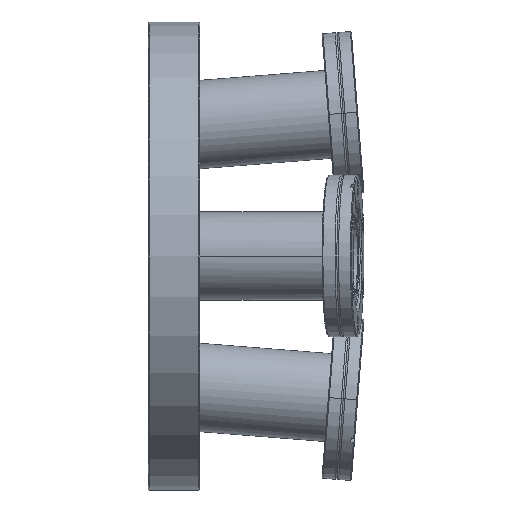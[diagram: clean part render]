
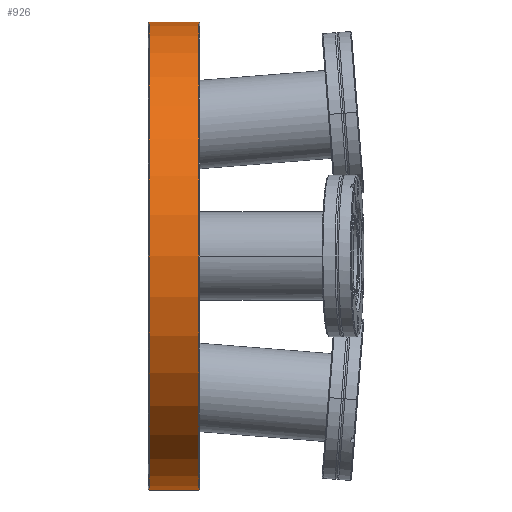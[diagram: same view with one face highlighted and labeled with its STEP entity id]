
A CAD part, left-side view. The second image highlights one B-rep face of the part: STEP entity #926.
In plain terms, the highlighted cylindrical face has radius 101.2 mm (diameter 202.4 mm), a partial arc.
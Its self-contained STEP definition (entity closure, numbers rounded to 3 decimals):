
#151 = VECTOR ( 'NONE', #5474, 1000. ) ;
#413 = VECTOR ( 'NONE', #5381, 1000. ) ;
#449 = CARTESIAN_POINT ( 'NONE',  ( 0., 0.4, 0. ) ) ;
#607 = CIRCLE ( 'NONE', #3867, 101.2 ) ;
#841 = CARTESIAN_POINT ( 'NONE',  ( 0., -15.022, -101.2 ) ) ;
#926 = ADVANCED_FACE ( 'NONE', ( #3915 ), #1941, .T. ) ;
#946 = DIRECTION ( 'NONE',  ( 0., 0., 1. ) ) ;
#982 = CARTESIAN_POINT ( 'NONE',  ( 0., 0.4, -101.2 ) ) ;
#1226 = DIRECTION ( 'NONE',  ( 0., -1., 0. ) ) ;
#1396 = VERTEX_POINT ( 'NONE', #982 ) ;
#1417 = AXIS2_PLACEMENT_3D ( 'NONE', #1512, #5050, #2000 ) ;
#1502 = VERTEX_POINT ( 'NONE', #3086 ) ;
#1512 = CARTESIAN_POINT ( 'NONE',  ( 0., 21.9, 0. ) ) ;
#1543 = ORIENTED_EDGE ( 'NONE', *, *, #6194, .T. ) ;
#1786 = EDGE_LOOP ( 'NONE', ( #2084, #6481, #5944, #1543 ) ) ;
#1925 = CARTESIAN_POINT ( 'NONE',  ( 0., -15.022, 101.2 ) ) ;
#1941 = CYLINDRICAL_SURFACE ( 'NONE', #6340, 101.2 ) ;
#1966 = VERTEX_POINT ( 'NONE', #3326 ) ;
#2000 = DIRECTION ( 'NONE',  ( 0., 0., -1. ) ) ;
#2084 = ORIENTED_EDGE ( 'NONE', *, *, #6187, .F. ) ;
#3030 = CARTESIAN_POINT ( 'NONE',  ( 0., 21.9, 101.2 ) ) ;
#3066 = LINE ( 'NONE', #841, #413 ) ;
#3086 = CARTESIAN_POINT ( 'NONE',  ( 0., 0.4, 101.2 ) ) ;
#3105 = LINE ( 'NONE', #1925, #151 ) ;
#3209 = EDGE_CURVE ( 'NONE', #1966, #1396, #3066, .T. ) ;
#3326 = CARTESIAN_POINT ( 'NONE',  ( 0., 21.9, -101.2 ) ) ;
#3867 = AXIS2_PLACEMENT_3D ( 'NONE', #449, #3958, #946 ) ;
#3915 = FACE_OUTER_BOUND ( 'NONE', #1786, .T. ) ;
#3950 = EDGE_CURVE ( 'NONE', #4558, #1966, #6067, .T. ) ;
#3958 = DIRECTION ( 'NONE',  ( 0., 1., 0. ) ) ;
#4558 = VERTEX_POINT ( 'NONE', #3030 ) ;
#5050 = DIRECTION ( 'NONE',  ( 0., -1., 0. ) ) ;
#5266 = CARTESIAN_POINT ( 'NONE',  ( 0., -15.022, 0. ) ) ;
#5381 = DIRECTION ( 'NONE',  ( 0., -1., 0. ) ) ;
#5474 = DIRECTION ( 'NONE',  ( 0., -1., 0. ) ) ;
#5764 = DIRECTION ( 'NONE',  ( 0., 0., -1. ) ) ;
#5944 = ORIENTED_EDGE ( 'NONE', *, *, #3209, .T. ) ;
#6067 = CIRCLE ( 'NONE', #1417, 101.2 ) ;
#6187 = EDGE_CURVE ( 'NONE', #4558, #1502, #3105, .T. ) ;
#6194 = EDGE_CURVE ( 'NONE', #1396, #1502, #607, .T. ) ;
#6340 = AXIS2_PLACEMENT_3D ( 'NONE', #5266, #1226, #5764 ) ;
#6481 = ORIENTED_EDGE ( 'NONE', *, *, #3950, .T. ) ;
